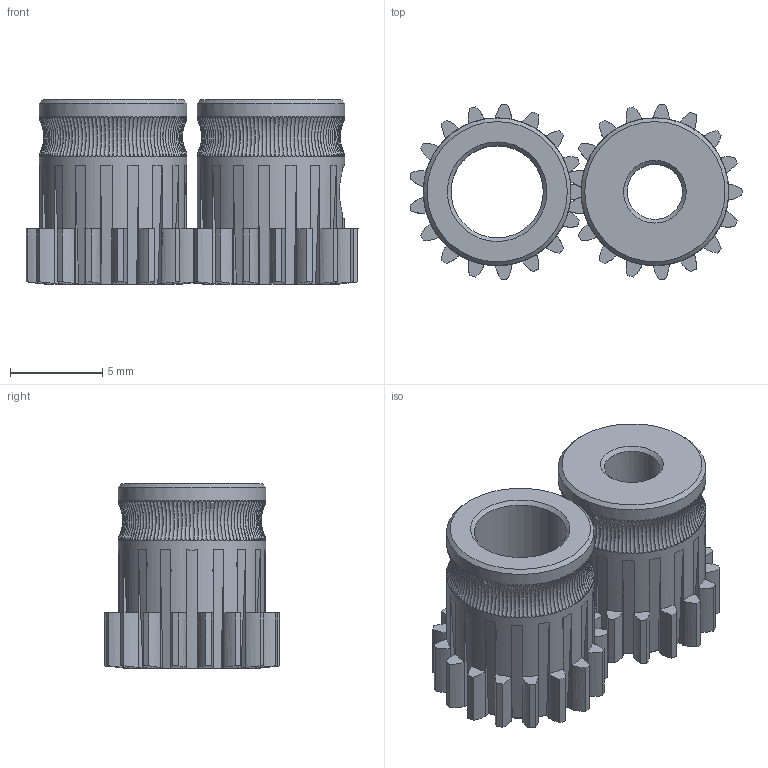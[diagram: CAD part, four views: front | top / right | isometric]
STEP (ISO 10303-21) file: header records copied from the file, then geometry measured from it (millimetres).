
FILE_DESCRIPTION(/* description */ (''),/* implementation_level */ '2;1');
FILE_NAME(/* name */ '17T-filament-buffer-gears.step',/* time_stamp */ '2025-08-28T23:20:21+08:00',/* author */ (''),/* organization */ (''),/* preprocessor_version */ 'ST-DEVELOPER v20.1',/* originating_system */ 'Autodesk Translation Framework v14.10.0.0',/* authorisation */ '');
FILE_SCHEMA (('AUTOMOTIVE_DESIGN { 1 0 10303 214 3 1 1 }'));
Products named in the file (3): 17T-filament-buffer-gears; Slave Gear (17R@0.00 m=0.5); Drive Gear (17R@0.00 m=0.5) (1)
Assembly tree (2 placements, depth 2):
  17T-filament-buffer-gears
    Slave Gear (17R@0.00 m=0.5)
    Drive Gear (17R@0.00 m=0.5) (1)
Bounding box: 18 x 9.48 x 10 mm (x, y, z)
Volume: 725.2 mm3; surface area: 1132 mm2
Topology: 2 solids, 2 shells, 538 faces, 1568 edges, 1033 vertices
Faces by surface type: torus 220, plane 134, cylinder 72, bspline 68, cone 44
Full cylindrical faces by diameter (mm): 3 x2, 5 x1, 8 x4
Entity records: 40017 total; most frequent: CARTESIAN_POINT 27770, ORIENTED_EDGE 3136, DIRECTION 1751, EDGE_CURVE 1568, VERTEX_POINT 1033, B_SPLINE_CURVE_WITH_KNOTS 887, AXIS2_PLACEMENT_3D 663, EDGE_LOOP 543
